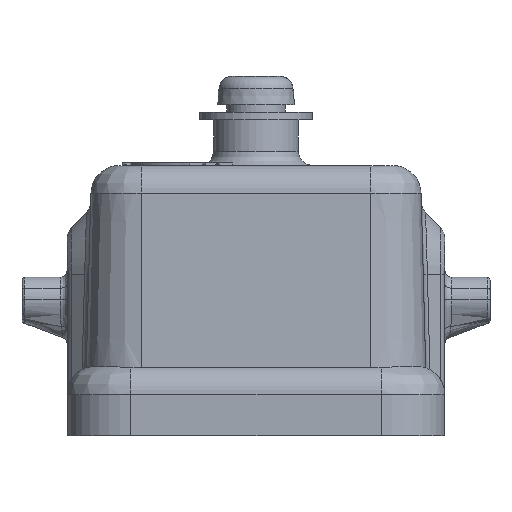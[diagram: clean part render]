
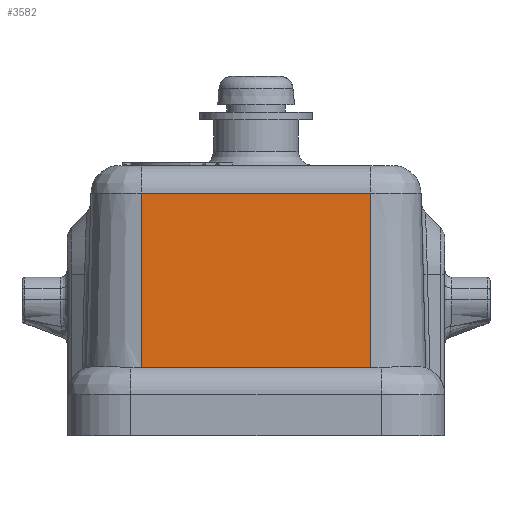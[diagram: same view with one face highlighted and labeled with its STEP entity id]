
A CAD part, left-side view. The second image highlights one B-rep face of the part: STEP entity #3582.
In plain terms, the highlighted planar face has unit normal (-1, 0, 0.026).
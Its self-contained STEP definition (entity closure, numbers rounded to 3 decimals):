
#2609=LINE('',#11786,#3073);
#2631=LINE('',#12053,#3095);
#2632=LINE('',#12055,#3096);
#2633=LINE('',#12057,#3097);
#3073=VECTOR('',#8757,1.);
#3095=VECTOR('',#8841,1.);
#3096=VECTOR('',#8844,1.);
#3097=VECTOR('',#8845,1.);
#3582=ADVANCED_FACE('',(#4075),#3811,.T.);
#3811=PLANE('',#8138);
#4075=FACE_OUTER_BOUND('',#4385,.T.);
#4385=EDGE_LOOP('',(#5219,#5220,#5221,#5222));
#5219=ORIENTED_EDGE('',*,*,#7016,.T.);
#5220=ORIENTED_EDGE('',*,*,#7015,.F.);
#5221=ORIENTED_EDGE('',*,*,#6965,.T.);
#5222=ORIENTED_EDGE('',*,*,#7017,.F.);
#6363=VERTEX_POINT('',#11787);
#6364=VERTEX_POINT('',#11788);
#6389=VERTEX_POINT('',#12052);
#6390=VERTEX_POINT('',#12056);
#6965=EDGE_CURVE('',#6363,#6364,#2609,.T.);
#7015=EDGE_CURVE('',#6363,#6389,#2631,.T.);
#7016=EDGE_CURVE('',#6390,#6389,#2632,.T.);
#7017=EDGE_CURVE('',#6390,#6364,#2633,.T.);
#8138=AXIS2_PLACEMENT_3D('',#12058,#8846,#8847);
#8757=DIRECTION('',(0.,-1.,0.));
#8841=DIRECTION('',(0.026,0.,1.));
#8844=DIRECTION('',(0.,1.,0.));
#8845=DIRECTION('',(-0.026,0.,-1.));
#8846=DIRECTION('',(-1.,0.,0.026));
#8847=DIRECTION('',(0.,-1.,0.));
#11786=CARTESIAN_POINT('',(-12.003,8.1,4.79));
#11787=CARTESIAN_POINT('',(-12.003,8.1,4.79));
#11788=CARTESIAN_POINT('',(-12.003,-8.1,4.79));
#12052=CARTESIAN_POINT('',(-11.679,8.1,17.152));
#12053=CARTESIAN_POINT('',(-12.003,8.1,4.79));
#12055=CARTESIAN_POINT('',(-11.679,-8.1,17.152));
#12056=CARTESIAN_POINT('',(-11.679,-8.1,17.152));
#12057=CARTESIAN_POINT('',(-11.679,-8.1,17.152));
#12058=CARTESIAN_POINT('',(-12.026,8.1,3.9));
